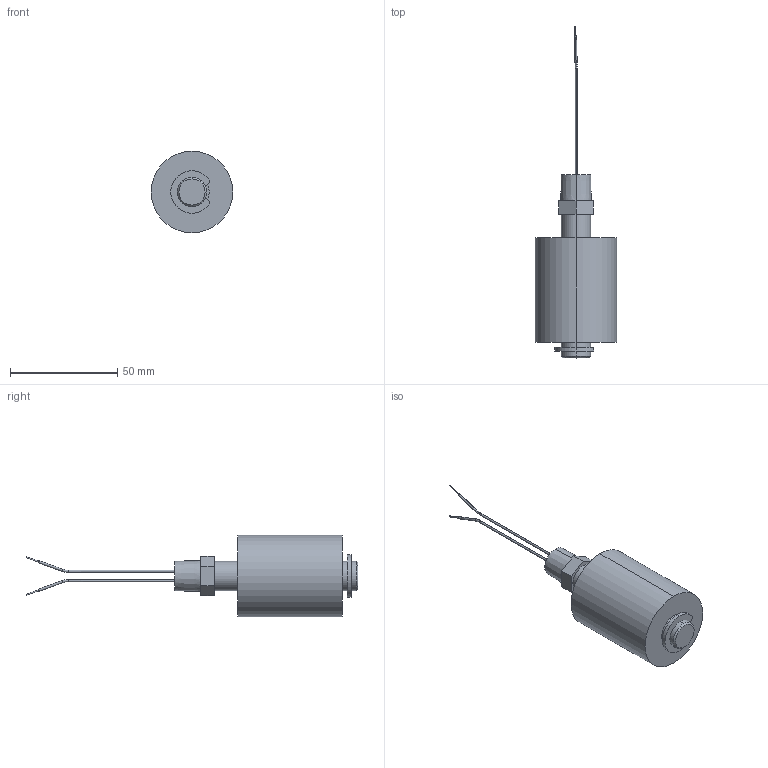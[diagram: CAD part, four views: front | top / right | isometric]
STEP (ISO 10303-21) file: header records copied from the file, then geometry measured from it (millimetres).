
FILE_DESCRIPTION (( 'STEP AP214' ), '1' );
FILE_NAME ('FLS-VL-100.STEP', '2014-01-31T18:40:03', ( '' ), ( '' ), 'SwSTEP 2.0', 'SolidWorks 2013', '' );
FILE_SCHEMA (( 'AUTOMOTIVE_DESIGN' ));
Length unit declared in the file: inch
Products named in the file (1): FLS-VL-100
Bounding box: 38.1 x 154.92 x 38.1 mm (x, y, z)
Volume: 51989.9 mm3; surface area: 18293.4 mm2
Topology: 5 solids, 5 shells, 68 faces, 151 edges, 100 vertices
Faces by surface type: cylinder 35, plane 25, cone 4, torus 4
Entity records: 2017 total; most frequent: DIRECTION 377, CARTESIAN_POINT 320, ORIENTED_EDGE 302, AXIS2_PLACEMENT_3D 157, EDGE_CURVE 151, VERTEX_POINT 100, CIRCLE 88, EDGE_LOOP 77
